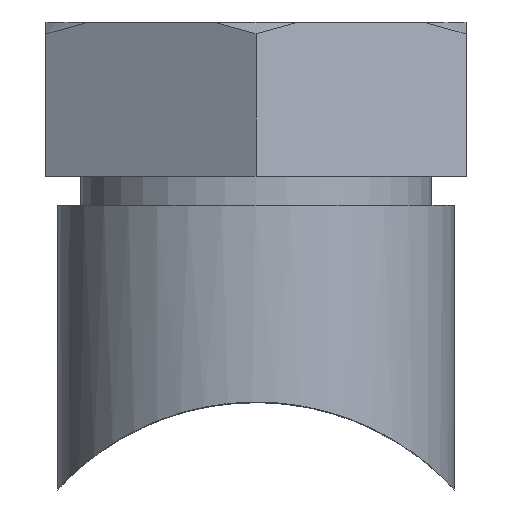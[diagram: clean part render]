
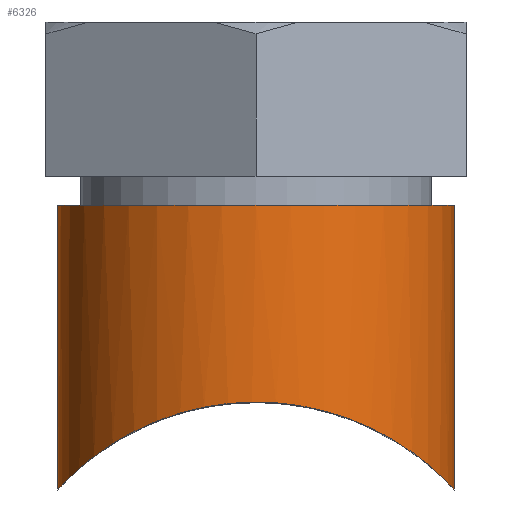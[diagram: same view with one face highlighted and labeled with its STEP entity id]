
A CAD part, top view. The second image highlights one B-rep face of the part: STEP entity #6326.
In plain terms, the highlighted cylindrical face has radius 26.988 mm (diameter 53.975 mm), a partial arc.
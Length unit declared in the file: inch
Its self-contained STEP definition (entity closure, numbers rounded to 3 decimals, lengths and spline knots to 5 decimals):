
#4465=CARTESIAN_POINT('',(-1.0625,0.2885,0.));
#4466=CARTESIAN_POINT('',(-1.0625,0.2885,0.03757));
#4467=CARTESIAN_POINT('',(-1.05848,0.29294,
0.11419));
#4468=CARTESIAN_POINT('',(-1.03933,0.31359,
0.23194));
#4469=CARTESIAN_POINT('',(-1.00377,0.34995,
0.35724));
#4470=CARTESIAN_POINT('',(-0.94671,0.40338,
0.49023));
#4471=CARTESIAN_POINT('',(-0.86468,0.47075,
0.62436));
#4472=CARTESIAN_POINT('',(-0.7609,0.5424,
0.74726));
#4473=CARTESIAN_POINT('',(-0.64316,0.60845,
0.85031));
#4474=CARTESIAN_POINT('',(-0.518,0.6637,
0.93146));
#4475=CARTESIAN_POINT('',(-0.38951,0.70637,
0.99176));
#4476=CARTESIAN_POINT('',(-0.25983,0.73637,
1.03313));
#4477=CARTESIAN_POINT('',(-0.12989,0.7541,
1.05723));
#4478=CARTESIAN_POINT('',(0.,0.75995,
1.06514));
#4479=CARTESIAN_POINT('',(0.1299,0.75409,
1.05723));
#4480=CARTESIAN_POINT('',(0.25984,0.73636,
1.03313));
#4481=CARTESIAN_POINT('',(0.38952,0.70637,
0.99176));
#4482=CARTESIAN_POINT('',(0.51801,0.6637,
0.93145));
#4483=CARTESIAN_POINT('',(0.64317,0.60845,
0.85031));
#4484=CARTESIAN_POINT('',(0.76091,0.54239,
0.74725));
#4485=CARTESIAN_POINT('',(0.86468,0.47074,
0.62435));
#4486=CARTESIAN_POINT('',(0.94671,0.40337,
0.49022));
#4487=CARTESIAN_POINT('',(1.00377,0.34995,
0.35723));
#4488=CARTESIAN_POINT('',(1.03933,0.31359,
0.23193));
#4489=CARTESIAN_POINT('',(1.05848,0.29294,
0.11419));
#4490=CARTESIAN_POINT('',(1.0625,0.2885,0.03757));
#4491=CARTESIAN_POINT('',(1.0625,0.2885,0.));
#4567=CARTESIAN_POINT('',(0.,1.812,0.));
#4568=DIRECTION('',(0.,1.,0.));
#4569=DIRECTION('',(-1.,0.,0.));
#4570=AXIS2_PLACEMENT_3D('',#4567,#4568,#4569);
#4572=DIRECTION('',(0.,1.,0.));
#4573=VECTOR('',#4572,1.5235);
#4574=CARTESIAN_POINT('',(-1.0625,0.2885,0.));
#4575=LINE('',#4574,#4573);
#6152=DIRECTION('',(0.,1.,0.));
#6153=VECTOR('',#6152,1.5235);
#6154=CARTESIAN_POINT('',(1.0625,0.2885,0.));
#6155=LINE('',#6154,#6153);
#6186=VERTEX_POINT('',#4465);
#6187=VERTEX_POINT('',#4491);
#6196=CARTESIAN_POINT('',(1.0625,1.812,0.));
#6197=CARTESIAN_POINT('',(-1.0625,1.812,0.));
#6198=VERTEX_POINT('',#6196);
#6199=VERTEX_POINT('',#6197);
#6312=CARTESIAN_POINT('',(0.,0.,0.));
#6313=DIRECTION('',(0.,1.,0.));
#6314=DIRECTION('',(1.,0.,0.));
#6315=AXIS2_PLACEMENT_3D('',#6312,#6313,#6314);
#6316=CYLINDRICAL_SURFACE('',#6315,1.0625);
#6318=ORIENTED_EDGE('',*,*,#6317,.T.);
#6320=ORIENTED_EDGE('',*,*,#6319,.F.);
#6321=ORIENTED_EDGE('',*,*,#6300,.F.);
#6323=ORIENTED_EDGE('',*,*,#6322,.T.);
#6324=EDGE_LOOP('',(#6318,#6320,#6321,#6323));
#6325=FACE_OUTER_BOUND('',#6324,.F.);
#4492=B_SPLINE_CURVE_WITH_KNOTS('',3,(#4465,#4466,#4467,#4468,#4469,#4470,#4471,
#4472,#4473,#4474,#4475,#4476,#4477,#4478,#4479,#4480,#4481,#4482,#4483,#4484,
#4485,#4486,#4487,#4488,#4489,#4490,#4491),.UNSPECIFIED.,.F.,.F.,(4,1,1,1,1,1,1,
1,1,1,1,1,1,1,1,1,1,1,1,1,1,1,1,1,4),(0.,0.04167,0.08333,
0.125,0.16667,0.20833,0.25,0.29167,
0.33333,0.375,0.41667,0.45833,0.5,
0.54167,0.58333,0.625,0.66667,0.70833,
0.75,0.79167,0.83333,0.875,0.91667,
0.95833,1.),.UNSPECIFIED.);
#4571=CIRCLE('',#4570,1.0625);
#6300=EDGE_CURVE('',#6186,#6187,#4492,.T.);
#6317=EDGE_CURVE('',#6199,#6198,#4571,.T.);
#6319=EDGE_CURVE('',#6187,#6198,#6155,.T.);
#6322=EDGE_CURVE('',#6186,#6199,#4575,.T.);
#6326=ADVANCED_FACE('',(#6325),#6316,.T.);
